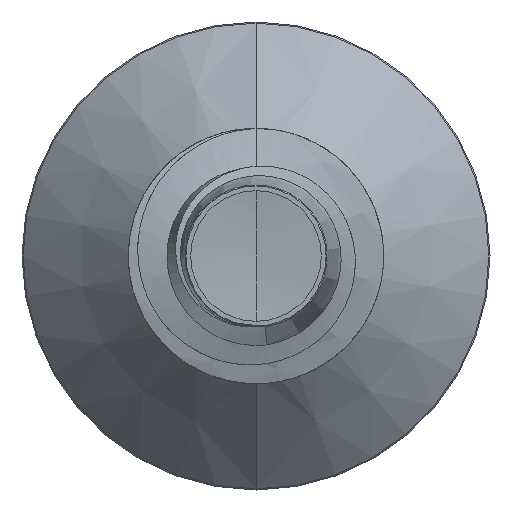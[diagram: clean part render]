
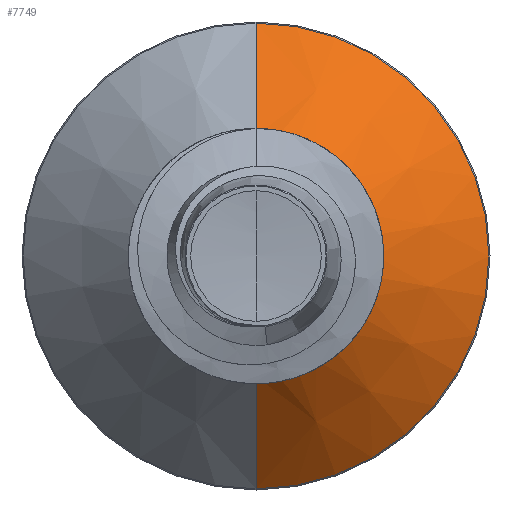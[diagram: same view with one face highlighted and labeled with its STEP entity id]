
A CAD part, front view. The second image highlights one B-rep face of the part: STEP entity #7749.
In plain terms, the highlighted conical face has half-angle 45 degrees and reference radius 1.414 mm.
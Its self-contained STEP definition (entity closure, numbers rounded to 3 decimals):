
#358 = DIRECTION ( 'NONE',  ( 0., 0., 1. ) ) ;
#369 = DIRECTION ( 'NONE',  ( 0., 1., 0. ) ) ;
#392 = CARTESIAN_POINT ( 'NONE',  ( 0., 10.437, 0. ) ) ;
#2361 = VERTEX_POINT ( 'NONE', #13941 ) ;
#2461 = EDGE_LOOP ( 'NONE', ( #12358, #15086, #4862, #9194 ) ) ;
#3501 = EDGE_CURVE ( 'NONE', #2361, #16234, #7662, .T. ) ;
#3506 = CARTESIAN_POINT ( 'NONE',  ( 0., 9.114, -1.414 ) ) ;
#4215 = AXIS2_PLACEMENT_3D ( 'NONE', #392, #369, #358 ) ;
#4862 = ORIENTED_EDGE ( 'NONE', *, *, #10800, .F. ) ;
#5446 = DIRECTION ( 'NONE',  ( 0., 0., 1. ) ) ;
#5494 = DIRECTION ( 'NONE',  ( 0., 1., 0. ) ) ;
#5759 = CARTESIAN_POINT ( 'NONE',  ( 0., 9.114, 0. ) ) ;
#6394 = CARTESIAN_POINT ( 'NONE',  ( 0., 10.437, -2.737 ) ) ;
#7519 = FACE_OUTER_BOUND ( 'NONE', #2461, .T. ) ;
#7662 = CIRCLE ( 'NONE', #9978, 1.414 ) ;
#7749 = ADVANCED_FACE ( 'NONE', ( #7519 ), #14096, .T. ) ;
#8250 = VECTOR ( 'NONE', #9557, 1000. ) ;
#9194 = ORIENTED_EDGE ( 'NONE', *, *, #14423, .F. ) ;
#9422 = EDGE_CURVE ( 'NONE', #16234, #10018, #16684, .T. ) ;
#9542 = CARTESIAN_POINT ( 'NONE',  ( 0., 9.114, -1.414 ) ) ;
#9557 = DIRECTION ( 'NONE',  ( 0., 0.707, -0.707 ) ) ;
#9978 = AXIS2_PLACEMENT_3D ( 'NONE', #14449, #14437, #14435 ) ;
#10018 = VERTEX_POINT ( 'NONE', #6394 ) ;
#10800 = EDGE_CURVE ( 'NONE', #14667, #10018, #14098, .T. ) ;
#11789 = VECTOR ( 'NONE', #15424, 1000. ) ;
#12358 = ORIENTED_EDGE ( 'NONE', *, *, #3501, .T. ) ;
#13941 = CARTESIAN_POINT ( 'NONE',  ( 0., 9.114, 1.414 ) ) ;
#14096 = CONICAL_SURFACE ( 'NONE', #14682, 1.414, 0.785 ) ;
#14098 = CIRCLE ( 'NONE', #4215, 2.737 ) ;
#14423 = EDGE_CURVE ( 'NONE', #2361, #14667, #16769, .T. ) ;
#14435 = DIRECTION ( 'NONE',  ( 0., 0., 1. ) ) ;
#14437 = DIRECTION ( 'NONE',  ( 0., 1., 0. ) ) ;
#14449 = CARTESIAN_POINT ( 'NONE',  ( 0., 9.114, 0. ) ) ;
#14667 = VERTEX_POINT ( 'NONE', #15095 ) ;
#14682 = AXIS2_PLACEMENT_3D ( 'NONE', #5759, #5494, #5446 ) ;
#15086 = ORIENTED_EDGE ( 'NONE', *, *, #9422, .T. ) ;
#15095 = CARTESIAN_POINT ( 'NONE',  ( 0., 10.437, 2.737 ) ) ;
#15424 = DIRECTION ( 'NONE',  ( 0., 0.707, 0.707 ) ) ;
#15581 = CARTESIAN_POINT ( 'NONE',  ( 0., 9.114, 1.414 ) ) ;
#16234 = VERTEX_POINT ( 'NONE', #3506 ) ;
#16684 = LINE ( 'NONE', #9542, #8250 ) ;
#16769 = LINE ( 'NONE', #15581, #11789 ) ;
